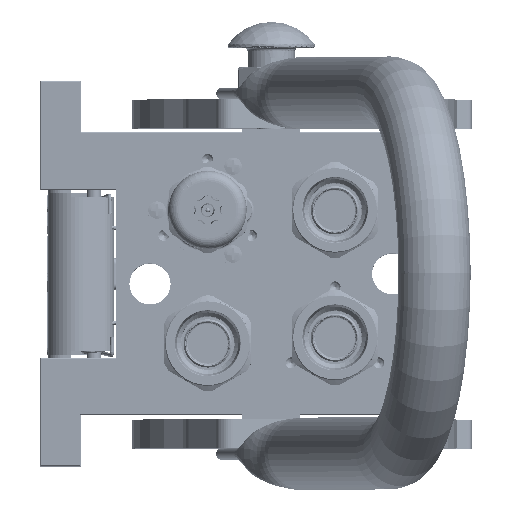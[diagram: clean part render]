
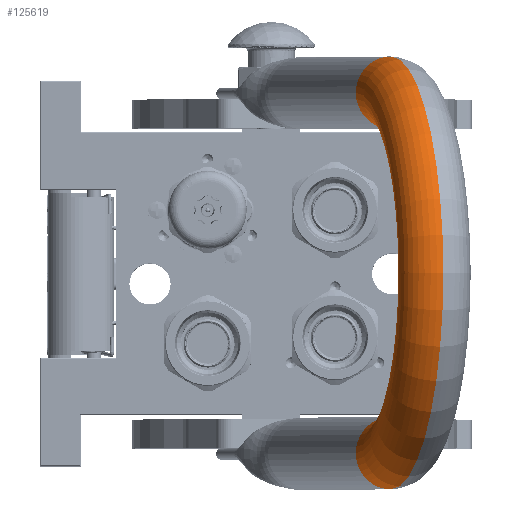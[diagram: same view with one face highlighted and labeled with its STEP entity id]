
A CAD part, top view. The second image highlights one B-rep face of the part: STEP entity #125619.
In plain terms, the highlighted toroidal (fillet/blend) face has major radius 62.25 mm and minor radius 12.5 mm.
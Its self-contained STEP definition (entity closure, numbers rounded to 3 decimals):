
#3693 = EDGE_CURVE ( 'NONE', #118001, #38661, #58522, .T. ) ;
#3876 = AXIS2_PLACEMENT_3D ( 'NONE', #70928, #69957, #35949 ) ;
#7319 = CARTESIAN_POINT ( 'NONE',  ( -62.25, 0., 125.25 ) ) ;
#11958 = CARTESIAN_POINT ( 'NONE',  ( 49.75, 0., 125.25 ) ) ;
#14536 = CARTESIAN_POINT ( 'NONE',  ( 62.25, 0., 125.25 ) ) ;
#18706 = VERTEX_POINT ( 'NONE', #105555 ) ;
#19349 = DIRECTION ( 'NONE',  ( 1., 0., 0. ) ) ;
#35365 = ORIENTED_EDGE ( 'NONE', *, *, #52320, .T. ) ;
#35949 = DIRECTION ( 'NONE',  ( -1., 0., 0. ) ) ;
#38661 = VERTEX_POINT ( 'NONE', #85075 ) ;
#41272 = DIRECTION ( 'NONE',  ( 0., 0., 1. ) ) ;
#52320 = EDGE_CURVE ( 'NONE', #18706, #59118, #53748, .T. ) ;
#53748 = CIRCLE ( 'NONE', #142128, 12.5 ) ;
#53800 = CARTESIAN_POINT ( 'NONE',  ( 0., 0., 125.25 ) ) ;
#55620 = DIRECTION ( 'NONE',  ( 0., 1., 0. ) ) ;
#56136 = EDGE_LOOP ( 'NONE', ( #58625, #104280, #68305, #35365 ) ) ;
#58522 = CIRCLE ( 'NONE', #110728, 12.5 ) ;
#58625 = ORIENTED_EDGE ( 'NONE', *, *, #125679, .T. ) ;
#59118 = VERTEX_POINT ( 'NONE', #109492 ) ;
#60703 = DIRECTION ( 'NONE',  ( 0., 0., -1. ) ) ;
#64859 = CIRCLE ( 'NONE', #99137, 49.75 ) ;
#68305 = ORIENTED_EDGE ( 'NONE', *, *, #126210, .F. ) ;
#69957 = DIRECTION ( 'NONE',  ( 0., 1., 0. ) ) ;
#70928 = CARTESIAN_POINT ( 'NONE',  ( 0., 0., 125.25 ) ) ;
#84494 = AXIS2_PLACEMENT_3D ( 'NONE', #53800, #135843, #19349 ) ;
#85075 = CARTESIAN_POINT ( 'NONE',  ( 74.75, 0., 125.25 ) ) ;
#94644 = DIRECTION ( 'NONE',  ( -1., 0., 0. ) ) ;
#99137 = AXIS2_PLACEMENT_3D ( 'NONE', #110857, #55620, #101214 ) ;
#101214 = DIRECTION ( 'NONE',  ( -1., 0., 0. ) ) ;
#104280 = ORIENTED_EDGE ( 'NONE', *, *, #3693, .F. ) ;
#105555 = CARTESIAN_POINT ( 'NONE',  ( -49.75, 0., 125.25 ) ) ;
#106637 = CIRCLE ( 'NONE', #3876, 74.75 ) ;
#109492 = CARTESIAN_POINT ( 'NONE',  ( -74.75, 0., 125.25 ) ) ;
#110728 = AXIS2_PLACEMENT_3D ( 'NONE', #14536, #60703, #94644 ) ;
#110857 = CARTESIAN_POINT ( 'NONE',  ( 0., 0., 125.25 ) ) ;
#118001 = VERTEX_POINT ( 'NONE', #11958 ) ;
#125619 = ADVANCED_FACE ( 'NONE', ( #137475 ), #146482, .T. ) ;
#125679 = EDGE_CURVE ( 'NONE', #59118, #38661, #106637, .T. ) ;
#126210 = EDGE_CURVE ( 'NONE', #18706, #118001, #64859, .T. ) ;
#135843 = DIRECTION ( 'NONE',  ( 0., 1., 0. ) ) ;
#137475 = FACE_OUTER_BOUND ( 'NONE', #56136, .T. ) ;
#142128 = AXIS2_PLACEMENT_3D ( 'NONE', #7319, #41272, #145616 ) ;
#145616 = DIRECTION ( 'NONE',  ( 1., 0., 0. ) ) ;
#146482 = TOROIDAL_SURFACE ( 'NONE', #84494, 62.25, 12.5 ) ;
